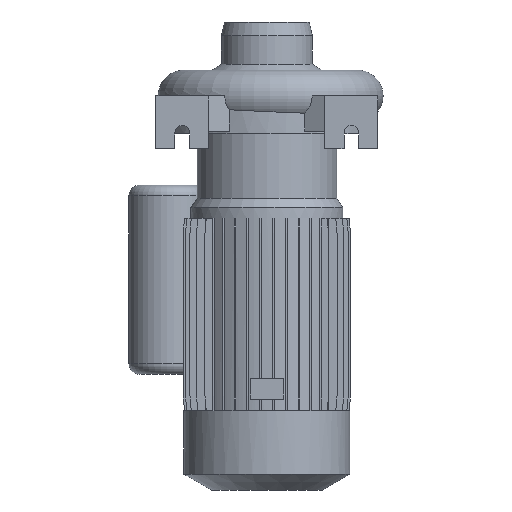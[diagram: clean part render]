
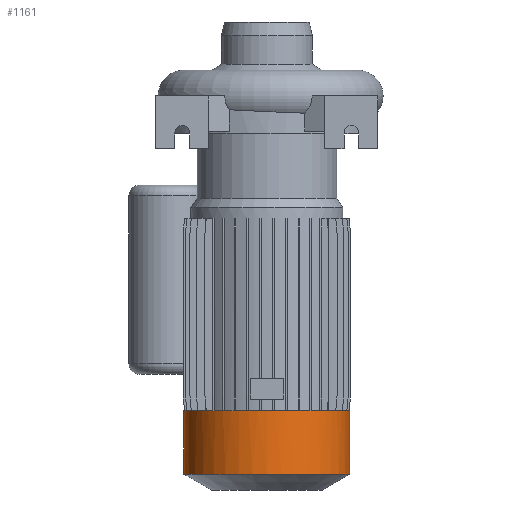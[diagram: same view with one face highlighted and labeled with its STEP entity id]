
A CAD part, front view. The second image highlights one B-rep face of the part: STEP entity #1161.
In plain terms, the highlighted cylindrical face has radius 78.5 mm (diameter 157 mm), a partial arc.
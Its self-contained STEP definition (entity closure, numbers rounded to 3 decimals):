
#404 = DIRECTION ( 'NONE',  ( 1., 0., 0. ) ) ;
#533 = DIRECTION ( 'NONE',  ( 0., 0., 1. ) ) ;
#773 = CARTESIAN_POINT ( 'NONE',  ( 78.5, 0., -298. ) ) ;
#990 = VERTEX_POINT ( 'NONE', #8727 ) ;
#1161 = ADVANCED_FACE ( 'NONE', ( #2945 ), #6874, .T. ) ;
#2945 = FACE_OUTER_BOUND ( 'NONE', #8273, .T. ) ;
#3022 = ORIENTED_EDGE ( 'NONE', *, *, #4394, .T. ) ;
#3092 = EDGE_CURVE ( 'NONE', #990, #5830, #7700, .T. ) ;
#3169 = ORIENTED_EDGE ( 'NONE', *, *, #3092, .T. ) ;
#3591 = VECTOR ( 'NONE', #8115, 1000. ) ;
#3636 = EDGE_CURVE ( 'NONE', #8678, #5830, #4117, .T. ) ;
#3718 = AXIS2_PLACEMENT_3D ( 'NONE', #10240, #533, #404 ) ;
#3971 = CARTESIAN_POINT ( 'NONE',  ( 0., 0., 70. ) ) ;
#4117 = CIRCLE ( 'NONE', #8409, 78.5 ) ;
#4394 = EDGE_CURVE ( 'NONE', #9057, #990, #9866, .T. ) ;
#5830 = VERTEX_POINT ( 'NONE', #773 ) ;
#5964 = DIRECTION ( 'NONE',  ( 0., 0., 1. ) ) ;
#6005 = CARTESIAN_POINT ( 'NONE',  ( 0., 0., -298. ) ) ;
#6195 = DIRECTION ( 'NONE',  ( 1., 0., 0. ) ) ;
#6527 = AXIS2_PLACEMENT_3D ( 'NONE', #3971, #5964, #6994 ) ;
#6738 = CARTESIAN_POINT ( 'NONE',  ( 78.5, 0., 70. ) ) ;
#6874 = CYLINDRICAL_SURFACE ( 'NONE', #6527, 78.5 ) ;
#6979 = CARTESIAN_POINT ( 'NONE',  ( -78.5, 0., -358. ) ) ;
#6994 = DIRECTION ( 'NONE',  ( 1., 0., 0. ) ) ;
#7700 = LINE ( 'NONE', #6738, #10253 ) ;
#8115 = DIRECTION ( 'NONE',  ( 0., 0., 1. ) ) ;
#8273 = EDGE_LOOP ( 'NONE', ( #11708, #3022, #3169, #9434 ) ) ;
#8358 = CARTESIAN_POINT ( 'NONE',  ( -78.5, 0., 70. ) ) ;
#8409 = AXIS2_PLACEMENT_3D ( 'NONE', #6005, #10824, #6195 ) ;
#8678 = VERTEX_POINT ( 'NONE', #11939 ) ;
#8727 = CARTESIAN_POINT ( 'NONE',  ( 78.5, 0., -358. ) ) ;
#9057 = VERTEX_POINT ( 'NONE', #6979 ) ;
#9434 = ORIENTED_EDGE ( 'NONE', *, *, #3636, .F. ) ;
#9866 = CIRCLE ( 'NONE', #3718, 78.5 ) ;
#10033 = EDGE_CURVE ( 'NONE', #9057, #8678, #10113, .T. ) ;
#10113 = LINE ( 'NONE', #8358, #3591 ) ;
#10240 = CARTESIAN_POINT ( 'NONE',  ( 0., 0., -358. ) ) ;
#10253 = VECTOR ( 'NONE', #11556, 1000. ) ;
#10824 = DIRECTION ( 'NONE',  ( 0., 0., 1. ) ) ;
#11556 = DIRECTION ( 'NONE',  ( 0., 0., 1. ) ) ;
#11708 = ORIENTED_EDGE ( 'NONE', *, *, #10033, .F. ) ;
#11939 = CARTESIAN_POINT ( 'NONE',  ( -78.5, 0., -298. ) ) ;
